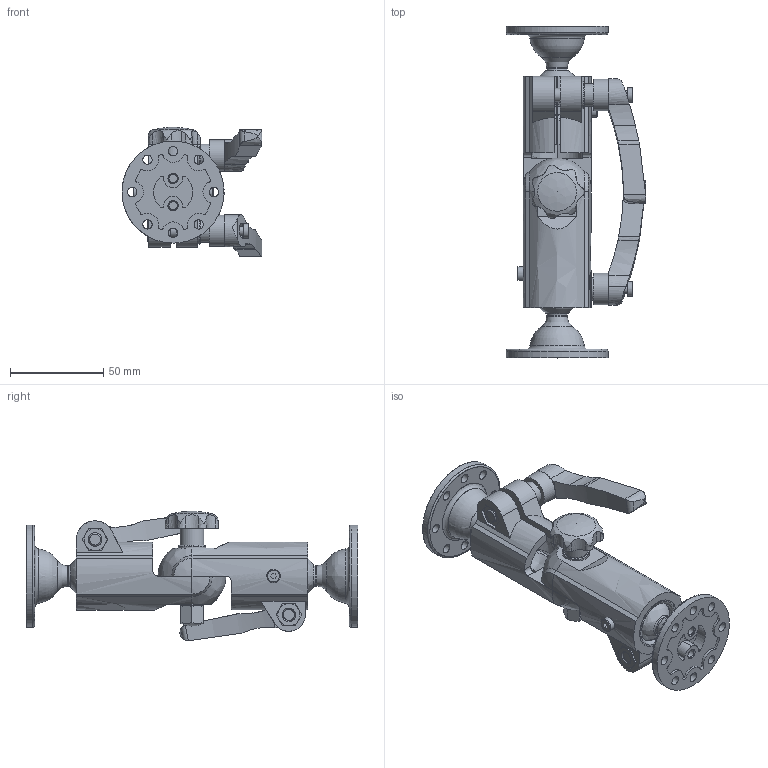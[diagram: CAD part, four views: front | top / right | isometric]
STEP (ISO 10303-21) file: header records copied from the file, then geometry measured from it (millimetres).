
FILE_DESCRIPTION(('FreeCAD Model'),'2;1');
FILE_NAME('Open CASCADE Shape Model','2025-05-09T06:18:47',('FreeCAD'),( 'FreeCAD'),'Open CASCADE STEP processor 7.6','FreeCAD','Unknown');
FILE_SCHEMA(('AUTOMOTIVE_DESIGN { 1 0 10303 214 1 1 1 1 }'));
Products named in the file (1): Open CASCADE STEP translator 7.6 1
Bounding box: 75.01 x 178.02 x 69.42 mm (x, y, z)
Volume: 174572.9 mm3; surface area: 90044 mm2
Topology: 21 solids, 21 shells, 856 faces, 2238 edges, 1463 vertices
Faces by surface type: bspline 856
Entity records: 34399 total; most frequent: CARTESIAN_POINT 21875, ORIENTED_EDGE 4464, EDGE_CURVE 2232, VERTEX_POINT 1463, B_SPLINE_CURVE_WITH_KNOTS 1250, FACE_BOUND 985, EDGE_LOOP 985, ADVANCED_FACE 856
